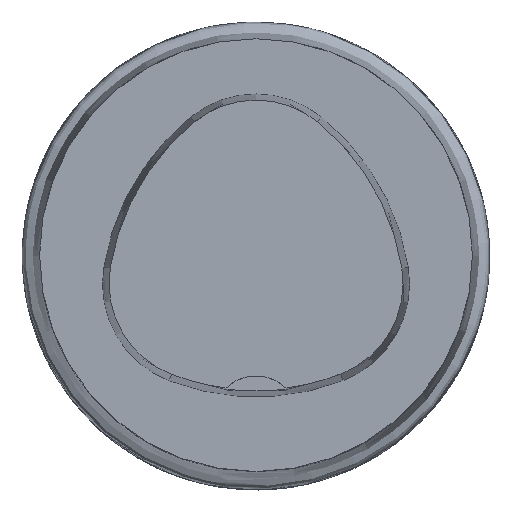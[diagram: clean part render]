
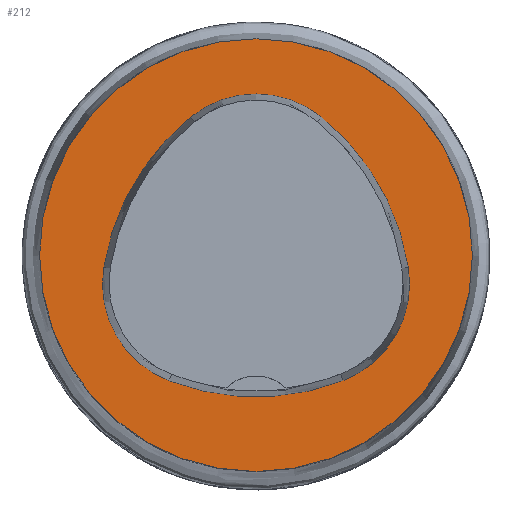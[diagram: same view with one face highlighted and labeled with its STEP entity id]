
A CAD part, top view. The second image highlights one B-rep face of the part: STEP entity #212.
In plain terms, the highlighted planar face has unit normal (0, 0, 1).
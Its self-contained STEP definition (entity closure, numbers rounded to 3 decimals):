
#159=PLANE('',#872);
#212=ADVANCED_FACE('',(#318,#319),#159,.T.);
#318=FACE_BOUND('',#365,.T.);
#319=FACE_BOUND('',#366,.T.);
#365=EDGE_LOOP('',(#464,#465,#466,#467,#468,#469));
#366=EDGE_LOOP('',(#470));
#464=ORIENTED_EDGE('',*,*,#612,.T.);
#465=ORIENTED_EDGE('',*,*,#592,.T.);
#466=ORIENTED_EDGE('',*,*,#596,.T.);
#467=ORIENTED_EDGE('',*,*,#599,.T.);
#468=ORIENTED_EDGE('',*,*,#602,.T.);
#469=ORIENTED_EDGE('',*,*,#610,.T.);
#470=ORIENTED_EDGE('',*,*,#569,.F.);
#518=VERTEX_POINT('',#1159);
#541=VERTEX_POINT('',#1221);
#542=VERTEX_POINT('',#1222);
#545=VERTEX_POINT('',#1230);
#547=VERTEX_POINT('',#1236);
#549=VERTEX_POINT('',#1242);
#556=VERTEX_POINT('',#1263);
#569=EDGE_CURVE('',#518,#518,#625,.T.);
#592=EDGE_CURVE('',#541,#542,#640,.T.);
#596=EDGE_CURVE('',#542,#545,#642,.T.);
#599=EDGE_CURVE('',#545,#547,#644,.T.);
#602=EDGE_CURVE('',#547,#549,#646,.T.);
#610=EDGE_CURVE('',#549,#556,#650,.T.);
#612=EDGE_CURVE('',#556,#541,#652,.T.);
#625=CIRCLE('',#815,25.);
#640=CIRCLE('',#850,28.);
#642=CIRCLE('',#853,12.);
#644=CIRCLE('',#856,28.);
#646=CIRCLE('',#859,12.);
#650=CIRCLE('',#864,28.);
#652=CIRCLE('',#867,12.);
#815=AXIS2_PLACEMENT_3D('',#1158,#935,#936);
#850=AXIS2_PLACEMENT_3D('',#1220,#1009,#1010);
#853=AXIS2_PLACEMENT_3D('',#1229,#1017,#1018);
#856=AXIS2_PLACEMENT_3D('',#1235,#1024,#1025);
#859=AXIS2_PLACEMENT_3D('',#1241,#1031,#1032);
#864=AXIS2_PLACEMENT_3D('',#1264,#1043,#1044);
#867=AXIS2_PLACEMENT_3D('',#1267,#1049,#1050);
#872=AXIS2_PLACEMENT_3D('',#1272,#1059,#1060);
#935=DIRECTION('',(0.,0.,-1.));
#936=DIRECTION('',(-1.,0.,0.));
#1009=DIRECTION('',(0.,0.,-1.));
#1010=DIRECTION('',(-1.,0.,0.));
#1017=DIRECTION('',(0.,0.,-1.));
#1018=DIRECTION('',(-1.,0.,0.));
#1024=DIRECTION('',(0.,0.,-1.));
#1025=DIRECTION('',(-1.,0.,0.));
#1031=DIRECTION('',(0.,0.,-1.));
#1032=DIRECTION('',(-1.,0.,0.));
#1043=DIRECTION('',(0.,0.,-1.));
#1044=DIRECTION('',(-1.,0.,0.));
#1049=DIRECTION('',(0.,0.,-1.));
#1050=DIRECTION('',(-1.,0.,0.));
#1059=DIRECTION('',(0.,0.,1.));
#1060=DIRECTION('',(1.,0.,0.));
#1158=CARTESIAN_POINT('',(0.,0.,0.));
#1159=CARTESIAN_POINT('',(-25.,0.,0.));
#1220=CARTESIAN_POINT('',(10.068,-5.824,0.));
#1221=CARTESIAN_POINT('',(-17.584,-1.424,0.));
#1222=CARTESIAN_POINT('',(-7.531,15.953,0.));
#1229=CARTESIAN_POINT('',(0.011,6.62,0.));
#1230=CARTESIAN_POINT('',(7.567,15.942,0.));
#1235=CARTESIAN_POINT('',(-10.063,-5.81,0.));
#1236=CARTESIAN_POINT('',(17.59,-1.418,0.));
#1241=CARTESIAN_POINT('',(5.739,-3.3,0.));
#1242=CARTESIAN_POINT('',(10.05,-14.499,0.));
#1263=CARTESIAN_POINT('',(-10.025,-14.516,0.));
#1264=CARTESIAN_POINT('',(-0.01,11.631,0.));
#1267=CARTESIAN_POINT('',(-5.733,-3.31,0.));
#1272=CARTESIAN_POINT('',(0.,0.,0.));
